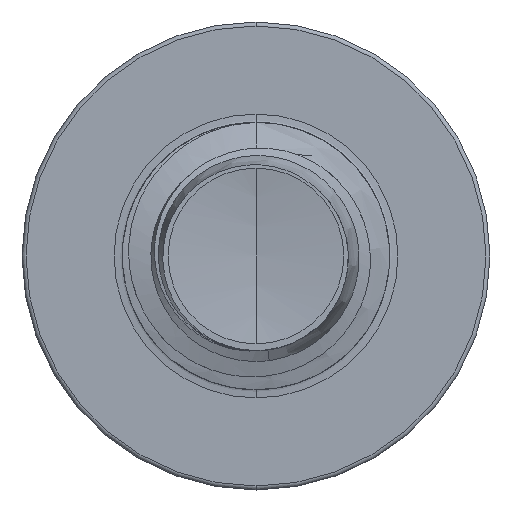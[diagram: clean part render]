
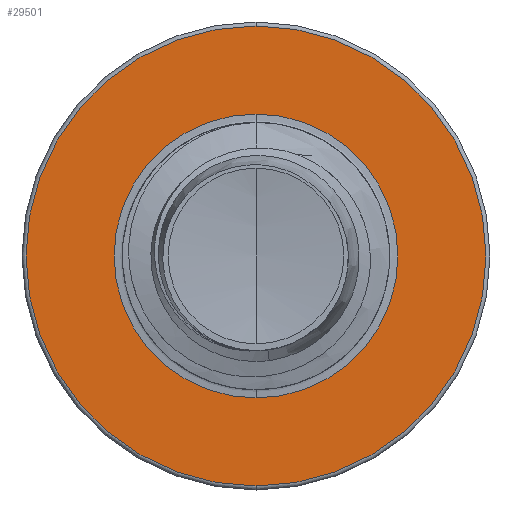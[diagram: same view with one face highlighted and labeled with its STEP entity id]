
A CAD part, front view. The second image highlights one B-rep face of the part: STEP entity #29501.
In plain terms, the highlighted planar face has unit normal (0, -1, 0).
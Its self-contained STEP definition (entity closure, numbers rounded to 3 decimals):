
#2225 = CARTESIAN_POINT ( 'NONE',  ( 0., 20., -3.186 ) ) ;
#2832 = CARTESIAN_POINT ( 'NONE',  ( 0., 20., 0. ) ) ;
#3091 = VERTEX_POINT ( 'NONE', #9947 ) ;
#3796 = AXIS2_PLACEMENT_3D ( 'NONE', #8097, #8085, #8044 ) ;
#5189 = CARTESIAN_POINT ( 'NONE',  ( 0., 20., 5.16 ) ) ;
#6073 = EDGE_CURVE ( 'NONE', #32753, #3091, #21932, .T. ) ;
#6246 = EDGE_CURVE ( 'NONE', #24081, #7076, #36110, .T. ) ;
#6471 = DIRECTION ( 'NONE',  ( 0., 1., 0. ) ) ;
#6490 = CIRCLE ( 'NONE', #9006, 3.186 ) ;
#7057 = DIRECTION ( 'NONE',  ( 0., 0., 1. ) ) ;
#7076 = VERTEX_POINT ( 'NONE', #5189 ) ;
#7386 = DIRECTION ( 'NONE',  ( 0., 0., 1. ) ) ;
#7426 = DIRECTION ( 'NONE',  ( 0., 1., 0. ) ) ;
#7481 = CARTESIAN_POINT ( 'NONE',  ( 0., 20., 0. ) ) ;
#8044 = DIRECTION ( 'NONE',  ( 0., 0., 1. ) ) ;
#8056 = AXIS2_PLACEMENT_3D ( 'NONE', #2225, #6471, #29711 ) ;
#8085 = DIRECTION ( 'NONE',  ( 0., 1., 0. ) ) ;
#8097 = CARTESIAN_POINT ( 'NONE',  ( 0., 20., 0. ) ) ;
#8606 = CARTESIAN_POINT ( 'NONE',  ( 0., 20., 0. ) ) ;
#8735 = ORIENTED_EDGE ( 'NONE', *, *, #6246, .F. ) ;
#9006 = AXIS2_PLACEMENT_3D ( 'NONE', #2832, #27536, #7057 ) ;
#9801 = AXIS2_PLACEMENT_3D ( 'NONE', #8606, #30903, #12468 ) ;
#9947 = CARTESIAN_POINT ( 'NONE',  ( 0., 20., -3.186 ) ) ;
#12468 = DIRECTION ( 'NONE',  ( 0., 0., 1. ) ) ;
#18946 = EDGE_LOOP ( 'NONE', ( #25034, #8735 ) ) ;
#21244 = FACE_BOUND ( 'NONE', #27808, .T. ) ;
#21597 = ORIENTED_EDGE ( 'NONE', *, *, #28802, .T. ) ;
#21932 = CIRCLE ( 'NONE', #3796, 3.186 ) ;
#22816 = AXIS2_PLACEMENT_3D ( 'NONE', #7481, #7426, #7386 ) ;
#23841 = CARTESIAN_POINT ( 'NONE',  ( 0., 20., 3.186 ) ) ;
#24081 = VERTEX_POINT ( 'NONE', #32235 ) ;
#24154 = PLANE ( 'NONE',  #8056 ) ;
#25034 = ORIENTED_EDGE ( 'NONE', *, *, #28291, .F. ) ;
#27536 = DIRECTION ( 'NONE',  ( 0., 1., 0. ) ) ;
#27808 = EDGE_LOOP ( 'NONE', ( #28580, #21597 ) ) ;
#28291 = EDGE_CURVE ( 'NONE', #7076, #24081, #29466, .T. ) ;
#28580 = ORIENTED_EDGE ( 'NONE', *, *, #6073, .T. ) ;
#28802 = EDGE_CURVE ( 'NONE', #3091, #32753, #6490, .T. ) ;
#29466 = CIRCLE ( 'NONE', #9801, 5.16 ) ;
#29501 = ADVANCED_FACE ( 'NONE', ( #31503, #21244 ), #24154, .F. ) ;
#29711 = DIRECTION ( 'NONE',  ( 0., 0., 1. ) ) ;
#30903 = DIRECTION ( 'NONE',  ( 0., 1., 0. ) ) ;
#31503 = FACE_OUTER_BOUND ( 'NONE', #18946, .T. ) ;
#32235 = CARTESIAN_POINT ( 'NONE',  ( 0., 20., -5.16 ) ) ;
#32753 = VERTEX_POINT ( 'NONE', #23841 ) ;
#36110 = CIRCLE ( 'NONE', #22816, 5.16 ) ;
